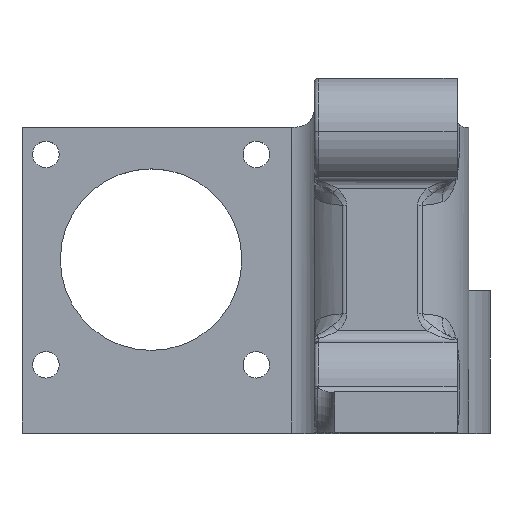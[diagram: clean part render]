
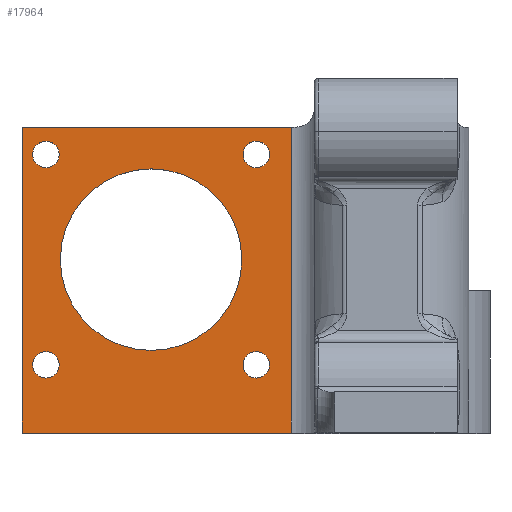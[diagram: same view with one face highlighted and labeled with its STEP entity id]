
A CAD part, top view. The second image highlights one B-rep face of the part: STEP entity #17964.
In plain terms, the highlighted planar face has unit normal (0, 0, 1).
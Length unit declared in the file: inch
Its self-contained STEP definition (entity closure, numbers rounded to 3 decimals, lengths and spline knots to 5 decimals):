
#377 = AXIS2_PLACEMENT_3D ( 'NONE', #9448, #7639, #12857 ) ;
#524 = EDGE_LOOP ( 'NONE', ( #6969, #10892 ) ) ;
#551 = ORIENTED_EDGE ( 'NONE', *, *, #18327, .T. ) ;
#583 = CIRCLE ( 'NONE', #2045, 0.065 ) ;
#646 = VERTEX_POINT ( 'NONE', #19305 ) ;
#868 = EDGE_CURVE ( 'NONE', #22033, #1943, #1005, .T. ) ;
#1005 = CIRCLE ( 'NONE', #7187, 0.065 ) ;
#1284 = CARTESIAN_POINT ( 'NONE',  ( -4.41757, 3.01937, -1.26263 ) ) ;
#1573 = PLANE ( 'NONE',  #3810 ) ;
#1755 = AXIS2_PLACEMENT_3D ( 'NONE', #16032, #5577, #14445 ) ;
#1907 = AXIS2_PLACEMENT_3D ( 'NONE', #11389, #21742, #22080 ) ;
#1943 = VERTEX_POINT ( 'NONE', #18677 ) ;
#1953 = CARTESIAN_POINT ( 'NONE',  ( -5.0504, 3.66937, -1.26263 ) ) ;
#2045 = AXIS2_PLACEMENT_3D ( 'NONE', #13287, #4542, #13181 ) ;
#2046 = EDGE_CURVE ( 'NONE', #5508, #646, #8642, .T. ) ;
#2090 = VERTEX_POINT ( 'NONE', #1953 ) ;
#2494 = DIRECTION ( 'NONE',  ( 0., 0., 1. ) ) ;
#2958 = LINE ( 'NONE', #15009, #3854 ) ;
#3096 = DIRECTION ( 'NONE',  ( 1., 0., 0. ) ) ;
#3265 = FACE_BOUND ( 'NONE', #14191, .T. ) ;
#3287 = AXIS2_PLACEMENT_3D ( 'NONE', #19800, #2494, #19576 ) ;
#3525 = VERTEX_POINT ( 'NONE', #13342 ) ;
#3810 = AXIS2_PLACEMENT_3D ( 'NONE', #10187, #17136, #8489 ) ;
#3854 = VECTOR ( 'NONE', #15453, 39.37008 ) ;
#3973 = CIRCLE ( 'NONE', #21067, 0.065 ) ;
#4542 = DIRECTION ( 'NONE',  ( 0., 0., 1. ) ) ;
#5396 = EDGE_CURVE ( 'NONE', #2090, #13445, #19490, .T. ) ;
#5405 = EDGE_CURVE ( 'NONE', #8400, #3525, #16695, .T. ) ;
#5508 = VERTEX_POINT ( 'NONE', #14239 ) ;
#5577 = DIRECTION ( 'NONE',  ( 0., 0., 1. ) ) ;
#5605 = DIRECTION ( 'NONE',  ( 1., 0., 0. ) ) ;
#5810 = EDGE_LOOP ( 'NONE', ( #551, #7687, #13468, #18823 ) ) ;
#5818 = CIRCLE ( 'NONE', #10538, 0.445 ) ;
#6114 = EDGE_LOOP ( 'NONE', ( #19227, #6875 ) ) ;
#6248 = EDGE_CURVE ( 'NONE', #7504, #14134, #14542, .T. ) ;
#6334 = VECTOR ( 'NONE', #11825, 39.37008 ) ;
#6405 = VERTEX_POINT ( 'NONE', #13202 ) ;
#6489 = CARTESIAN_POINT ( 'NONE',  ( -3.73088, 3.66937, -1.26263 ) ) ;
#6589 = EDGE_CURVE ( 'NONE', #20335, #17837, #11274, .T. ) ;
#6875 = ORIENTED_EDGE ( 'NONE', *, *, #14616, .F. ) ;
#6877 = DIRECTION ( 'NONE',  ( 1., 0., 0. ) ) ;
#6969 = ORIENTED_EDGE ( 'NONE', *, *, #10805, .F. ) ;
#7002 = CIRCLE ( 'NONE', #1907, 0.065 ) ;
#7187 = AXIS2_PLACEMENT_3D ( 'NONE', #16988, #20407, #11423 ) ;
#7504 = VERTEX_POINT ( 'NONE', #8775 ) ;
#7639 = DIRECTION ( 'NONE',  ( 0., 0., 1. ) ) ;
#7687 = ORIENTED_EDGE ( 'NONE', *, *, #7810, .T. ) ;
#7810 = EDGE_CURVE ( 'NONE', #6405, #9458, #17054, .T. ) ;
#8400 = VERTEX_POINT ( 'NONE', #14660 ) ;
#8489 = DIRECTION ( 'NONE',  ( 0., -1., 0. ) ) ;
#8642 = CIRCLE ( 'NONE', #1755, 0.445 ) ;
#8774 = DIRECTION ( 'NONE',  ( 0., 0., 1. ) ) ;
#8775 = CARTESIAN_POINT ( 'NONE',  ( -4.8682, 2.50375, -1.26263 ) ) ;
#9448 = CARTESIAN_POINT ( 'NONE',  ( -4.9332, 3.535, -1.26263 ) ) ;
#9458 = VERTEX_POINT ( 'NONE', #6489 ) ;
#9546 = EDGE_CURVE ( 'NONE', #14134, #7504, #7002, .T. ) ;
#9812 = CARTESIAN_POINT ( 'NONE',  ( -3.96695, 2.50375, -1.26263 ) ) ;
#10071 = FACE_BOUND ( 'NONE', #6114, .T. ) ;
#10153 = VECTOR ( 'NONE', #14580, 39.37008 ) ;
#10159 = CARTESIAN_POINT ( 'NONE',  ( -3.90195, 2.50375, -1.26263 ) ) ;
#10187 = CARTESIAN_POINT ( 'NONE',  ( -0.08899, 2.16937, -1.26263 ) ) ;
#10418 = FACE_BOUND ( 'NONE', #11950, .T. ) ;
#10538 = AXIS2_PLACEMENT_3D ( 'NONE', #1284, #20275, #3096 ) ;
#10598 = ORIENTED_EDGE ( 'NONE', *, *, #2046, .F. ) ;
#10701 = CARTESIAN_POINT ( 'NONE',  ( -4.9332, 3.535, -1.26263 ) ) ;
#10805 = EDGE_CURVE ( 'NONE', #17837, #20335, #21770, .T. ) ;
#10892 = ORIENTED_EDGE ( 'NONE', *, *, #6589, .F. ) ;
#10935 = CARTESIAN_POINT ( 'NONE',  ( -5.0504, 2.16937, -1.26263 ) ) ;
#11177 = CARTESIAN_POINT ( 'NONE',  ( -3.28454, 2.16937, -1.26263 ) ) ;
#11274 = CIRCLE ( 'NONE', #3287, 0.065 ) ;
#11389 = CARTESIAN_POINT ( 'NONE',  ( -4.9332, 2.50375, -1.26263 ) ) ;
#11423 = DIRECTION ( 'NONE',  ( 1., 0., 0. ) ) ;
#11599 = AXIS2_PLACEMENT_3D ( 'NONE', #10159, #11875, #6877 ) ;
#11710 = DIRECTION ( 'NONE',  ( 0., 1., 0. ) ) ;
#11825 = DIRECTION ( 'NONE',  ( 1., 0., 0. ) ) ;
#11875 = DIRECTION ( 'NONE',  ( 0., 0., 1. ) ) ;
#11950 = EDGE_LOOP ( 'NONE', ( #15429, #10598 ) ) ;
#12294 = DIRECTION ( 'NONE',  ( 1., 0., 0. ) ) ;
#12791 = ORIENTED_EDGE ( 'NONE', *, *, #6248, .F. ) ;
#12857 = DIRECTION ( 'NONE',  ( 1., 0., 0. ) ) ;
#13181 = DIRECTION ( 'NONE',  ( 1., 0., 0. ) ) ;
#13202 = CARTESIAN_POINT ( 'NONE',  ( -3.73088, 2.16937, -1.26263 ) ) ;
#13287 = CARTESIAN_POINT ( 'NONE',  ( -3.90195, 3.535, -1.26263 ) ) ;
#13342 = CARTESIAN_POINT ( 'NONE',  ( -4.9982, 3.535, -1.26263 ) ) ;
#13445 = VERTEX_POINT ( 'NONE', #17451 ) ;
#13468 = ORIENTED_EDGE ( 'NONE', *, *, #21216, .F. ) ;
#13635 = LINE ( 'NONE', #11177, #6334 ) ;
#13661 = EDGE_CURVE ( 'NONE', #646, #5508, #5818, .T. ) ;
#13711 = ORIENTED_EDGE ( 'NONE', *, *, #9546, .F. ) ;
#14134 = VERTEX_POINT ( 'NONE', #14510 ) ;
#14191 = EDGE_LOOP ( 'NONE', ( #17636, #21517 ) ) ;
#14239 = CARTESIAN_POINT ( 'NONE',  ( -4.86257, 3.01937, -1.26263 ) ) ;
#14445 = DIRECTION ( 'NONE',  ( 1., 0., 0. ) ) ;
#14472 = CARTESIAN_POINT ( 'NONE',  ( -4.9332, 2.50375, -1.26263 ) ) ;
#14510 = CARTESIAN_POINT ( 'NONE',  ( -4.9982, 2.50375, -1.26263 ) ) ;
#14542 = CIRCLE ( 'NONE', #17083, 0.065 ) ;
#14580 = DIRECTION ( 'NONE',  ( 0., -1., 0. ) ) ;
#14616 = EDGE_CURVE ( 'NONE', #3525, #8400, #3973, .T. ) ;
#14660 = CARTESIAN_POINT ( 'NONE',  ( -4.8682, 3.535, -1.26263 ) ) ;
#15009 = CARTESIAN_POINT ( 'NONE',  ( -0.08899, 3.66937, -1.26263 ) ) ;
#15429 = ORIENTED_EDGE ( 'NONE', *, *, #13661, .F. ) ;
#15453 = DIRECTION ( 'NONE',  ( 1., 0., 0. ) ) ;
#15486 = CARTESIAN_POINT ( 'NONE',  ( -3.83695, 2.50375, -1.26263 ) ) ;
#16032 = CARTESIAN_POINT ( 'NONE',  ( -4.41757, 3.01937, -1.26263 ) ) ;
#16486 = CARTESIAN_POINT ( 'NONE',  ( -3.96695, 3.535, -1.26263 ) ) ;
#16695 = CIRCLE ( 'NONE', #377, 0.065 ) ;
#16802 = VECTOR ( 'NONE', #11710, 39.37008 ) ;
#16988 = CARTESIAN_POINT ( 'NONE',  ( -3.90195, 3.535, -1.26263 ) ) ;
#17023 = FACE_OUTER_BOUND ( 'NONE', #5810, .T. ) ;
#17054 = LINE ( 'NONE', #22071, #16802 ) ;
#17083 = AXIS2_PLACEMENT_3D ( 'NONE', #14472, #19935, #5605 ) ;
#17136 = DIRECTION ( 'NONE',  ( 0., 0., -1. ) ) ;
#17451 = CARTESIAN_POINT ( 'NONE',  ( -5.0504, 2.16937, -1.26263 ) ) ;
#17636 = ORIENTED_EDGE ( 'NONE', *, *, #21218, .F. ) ;
#17837 = VERTEX_POINT ( 'NONE', #15486 ) ;
#17964 = ADVANCED_FACE ( 'NONE', ( #19202, #18853, #3265, #10071, #10418, #17023 ), #1573, .F. ) ;
#18327 = EDGE_CURVE ( 'NONE', #13445, #6405, #13635, .T. ) ;
#18677 = CARTESIAN_POINT ( 'NONE',  ( -3.83695, 3.535, -1.26263 ) ) ;
#18823 = ORIENTED_EDGE ( 'NONE', *, *, #5396, .T. ) ;
#18853 = FACE_BOUND ( 'NONE', #524, .T. ) ;
#19202 = FACE_BOUND ( 'NONE', #21066, .T. ) ;
#19227 = ORIENTED_EDGE ( 'NONE', *, *, #5405, .F. ) ;
#19305 = CARTESIAN_POINT ( 'NONE',  ( -3.97257, 3.01937, -1.26263 ) ) ;
#19490 = LINE ( 'NONE', #10935, #10153 ) ;
#19576 = DIRECTION ( 'NONE',  ( 1., 0., 0. ) ) ;
#19800 = CARTESIAN_POINT ( 'NONE',  ( -3.90195, 2.50375, -1.26263 ) ) ;
#19935 = DIRECTION ( 'NONE',  ( 0., 0., 1. ) ) ;
#20275 = DIRECTION ( 'NONE',  ( 0., 0., 1. ) ) ;
#20335 = VERTEX_POINT ( 'NONE', #9812 ) ;
#20407 = DIRECTION ( 'NONE',  ( 0., 0., 1. ) ) ;
#21066 = EDGE_LOOP ( 'NONE', ( #12791, #13711 ) ) ;
#21067 = AXIS2_PLACEMENT_3D ( 'NONE', #10701, #8774, #12294 ) ;
#21216 = EDGE_CURVE ( 'NONE', #2090, #9458, #2958, .T. ) ;
#21218 = EDGE_CURVE ( 'NONE', #1943, #22033, #583, .T. ) ;
#21517 = ORIENTED_EDGE ( 'NONE', *, *, #868, .F. ) ;
#21742 = DIRECTION ( 'NONE',  ( 0., 0., 1. ) ) ;
#21770 = CIRCLE ( 'NONE', #11599, 0.065 ) ;
#22033 = VERTEX_POINT ( 'NONE', #16486 ) ;
#22071 = CARTESIAN_POINT ( 'NONE',  ( -3.73088, 2.16937, -1.26263 ) ) ;
#22080 = DIRECTION ( 'NONE',  ( 1., 0., 0. ) ) ;
